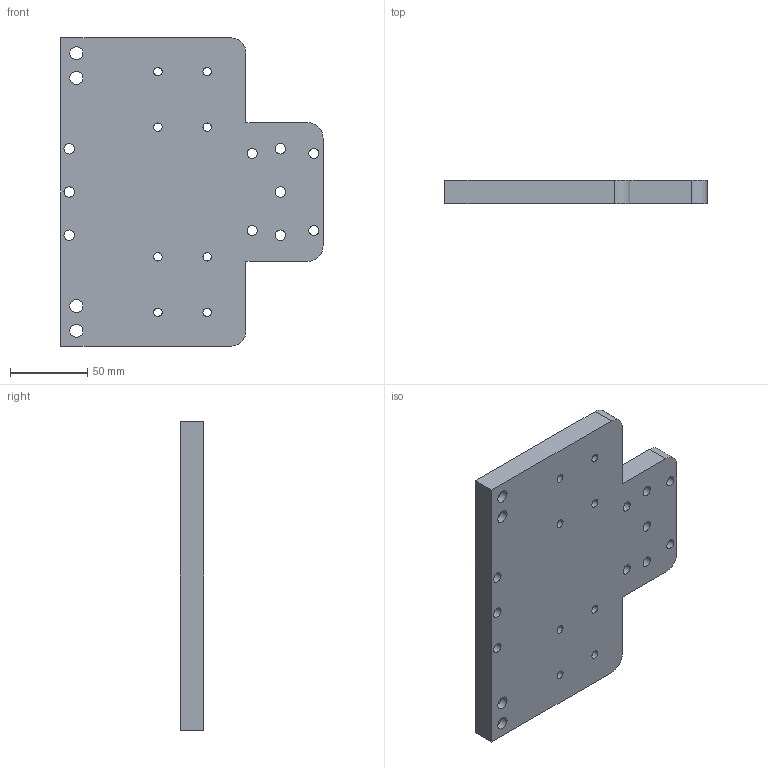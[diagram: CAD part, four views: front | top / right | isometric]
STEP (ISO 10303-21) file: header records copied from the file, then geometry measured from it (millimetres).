
FILE_DESCRIPTION(('CATIA V5 STEP Exchange'),'2;1');
FILE_NAME('VSOTR1100-Y002 - Al 15mm - 10 Pcs.stp','2022-08-28T13:35:32+00:00',('none'),('none'),'CATIA Version 5 Release 21 GA (IN-10)','CATIA V5 STEP AP214','none');
FILE_SCHEMA(('AUTOMOTIVE_DESIGN { 1 0 10303 214 1 1 1 1 }'));
Length unit declared in the file: millimetre
Products named in the file (1): VSOTR1100-Y002
Bounding box: 170 x 15 x 200 mm (x, y, z)
Volume: 405484.5 mm3; surface area: 75032.4 mm2
Topology: 1 solids, 1 shells, 106 faces, 264 edges, 176 vertices
Faces by surface type: cylinder 80, plane 26
Entity records: 2928 total; most frequent: ORIENTED_EDGE 528, CARTESIAN_POINT 493, DIRECTION 368, EDGE_CURVE 264, AXIS2_PLACEMENT_3D 213, VERTEX_POINT 176, EDGE_LOOP 166, CIRCLE 160
